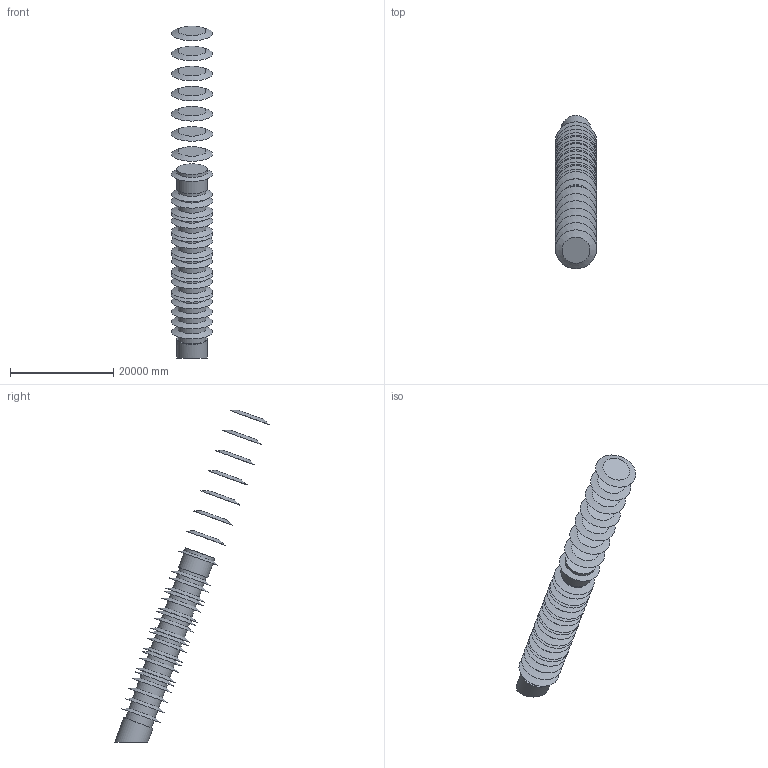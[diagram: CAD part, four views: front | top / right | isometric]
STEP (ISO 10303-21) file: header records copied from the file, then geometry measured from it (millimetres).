
FILE_DESCRIPTION(('Open CASCADE Model'),'2;1');
FILE_NAME('Open CASCADE Shape Model','2017-07-13T16:51:48',('Author'),( 'Open CASCADE'),'Open CASCADE STEP processor 7.0','Open CASCADE 7.0' ,'Unknown');
FILE_SCHEMA(('AUTOMOTIVE_DESIGN { 1 0 10303 214 1 1 1 1 }'));
Length unit declared in the file: metre
Products named in the file (9): Open CASCADE STEP translator 7.0 3; Open CASCADE STEP translator 7.0 3.1; Open CASCADE STEP translator 7.0 3.2; Open CASCADE STEP translator 7.0 3.3; Open CASCADE STEP translator 7.0 3.4; Open CASCADE STEP translator 7.0 3.5; Open CASCADE STEP translator 7.0 3.6; Open CASCADE STEP translator 7.0 3.7; Open CASCADE STEP translator 7.0 3.8
Assembly tree (8 placements, depth 2):
  Open CASCADE STEP translator 7.0 3
    Open CASCADE STEP translator 7.0 3.1
    Open CASCADE STEP translator 7.0 3.2
    Open CASCADE STEP translator 7.0 3.3
    Open CASCADE STEP translator 7.0 3.4
    Open CASCADE STEP translator 7.0 3.5
    Open CASCADE STEP translator 7.0 3.6
    Open CASCADE STEP translator 7.0 3.7
    Open CASCADE STEP translator 7.0 3.8
Bounding box: 8000 x 29810.79 x 64266.34 mm (x, y, z)
Volume: 1227212151899.1 mm3; surface area: 2454392015 mm2
Topology: 8 solids, 8 shells, 91 faces, 136 edges, 84 vertices
Faces by surface type: plane 39, cone 28, cylinder 24
Full cylindrical faces by diameter (mm): 5400 x21, 6000 x3
Entity records: 3956 total; most frequent: DIRECTION 690, CARTESIAN_POINT 630, ORIENTED_EDGE 272, PCURVE 272, DEFINITIONAL_REPRESENTATION 272, LINE 259, VECTOR 259, AXIS2_PLACEMENT_3D 184
